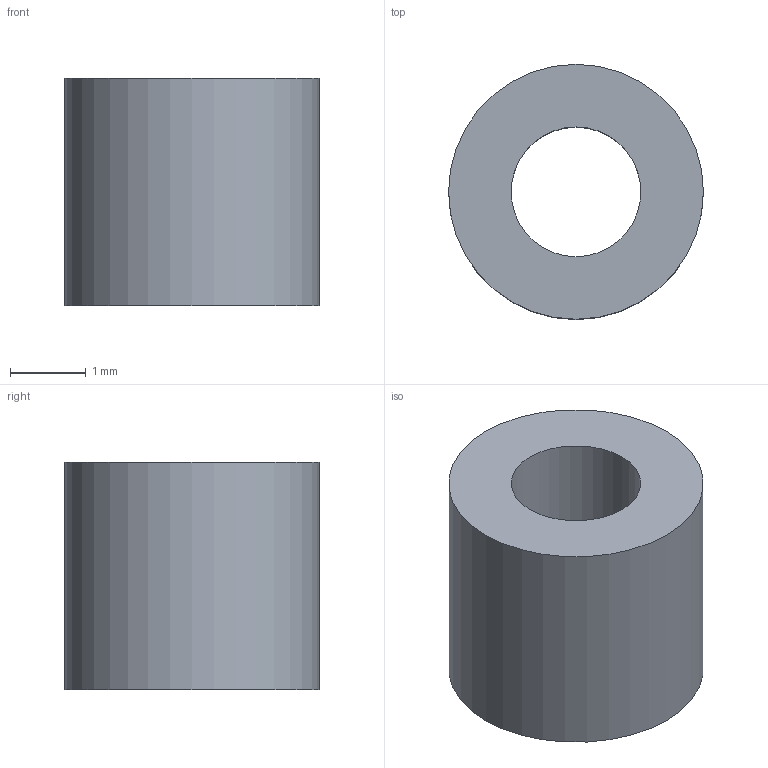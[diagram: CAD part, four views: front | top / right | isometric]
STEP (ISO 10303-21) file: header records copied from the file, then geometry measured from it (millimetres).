
FILE_DESCRIPTION(/* description */ (''),/* implementation_level */ '2;1');
FILE_NAME(/* name */ 'potentio_hand_flex_thumbV2.ipt.stp',/* time_stamp */ '2021-06-20T10:02:27-05:00',/* author */ ('svale'),/* organization */ (''),/* preprocessor_version */ 'ST-DEVELOPER v18.1',/* originating_system */ 'Autodesk Inventor 2021',/* authorisation */ '');
FILE_SCHEMA (('AUTOMOTIVE_DESIGN { 1 0 10303 214 3 1 1 }'));
Length unit declared in the file: millimetre
Products named in the file (1): potentio_hand_flex_thumbV2
Bounding box: 3.37 x 3.37 x 3 mm (x, y, z)
Volume: 19.8 mm3; surface area: 61.1 mm2
Topology: 1 solids, 1 shells, 4 faces, 9 edges, 7 vertices
Faces by surface type: cylinder 2, plane 2
Full cylindrical faces by diameter (mm): 1.713 x1, 3.367 x1
Entity records: 178 total; most frequent: DIRECTION 26, CARTESIAN_POINT 21, ORIENTED_EDGE 18, AXIS2_PLACEMENT_3D 12, EDGE_CURVE 9, CIRCLE 7, VERTEX_POINT 7, EDGE_LOOP 6
